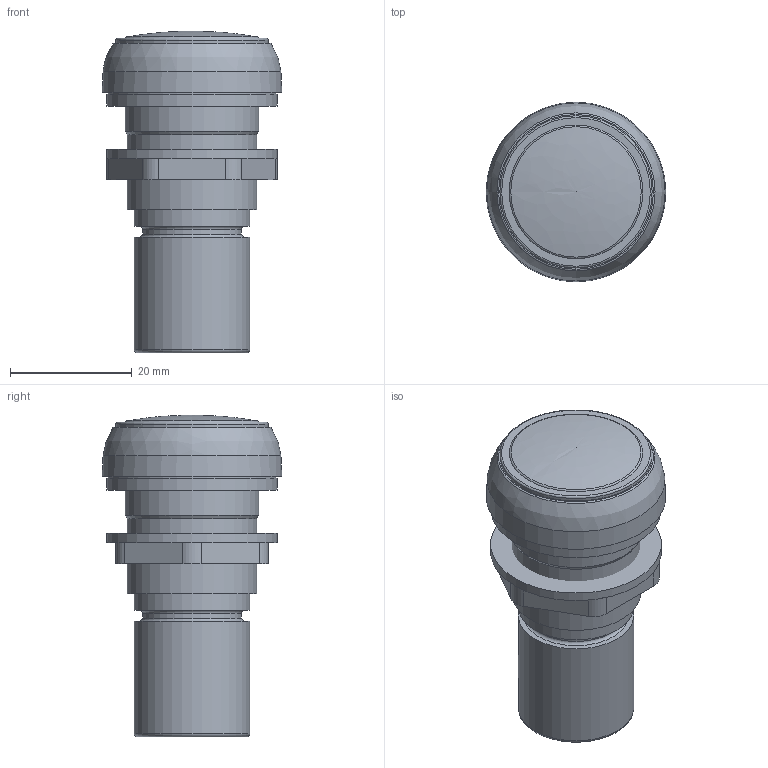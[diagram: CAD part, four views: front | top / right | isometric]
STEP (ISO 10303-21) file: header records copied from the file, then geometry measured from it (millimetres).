
FILE_DESCRIPTION(/* description */ (''),/* implementation_level */ '2;1');
FILE_NAME(/* name */ '3d_LPMLD3.stp',/* time_stamp */ '2017-05-30T12:07:07+02:00',/* author */ ('Andrzej'),/* organization */ (''),/* preprocessor_version */ 'ST-DEVELOPER v15.5',/* originating_system */ 'AutoCAD Mechanical',/* authorisation */ '');
FILE_SCHEMA (('AUTOMOTIVE_DESIGN { 1 0 10303 214 3 1 1 }'));
Length unit declared in the file: millimetre
Products named in the file (1): Product
Bounding box: 29.5 x 29.5 x 52.8 mm (x, y, z)
Volume: 22691.1 mm3; surface area: 6561.7 mm2
Topology: 2 solids, 2 shells, 48 faces, 99 edges, 61 vertices
Faces by surface type: plane 22, cylinder 15, torus 6, cone 3, bspline 2
Full cylindrical faces by diameter (mm): 16.208 x1, 19 x1, 19.008 x1, 21.223 x1, 21.895 x1, 25 x1, 27.552 x1, 28.004 x1, 28.072 x1
Entity records: 1248 total; most frequent: CARTESIAN_POINT 246, DIRECTION 226, ORIENTED_EDGE 160, AXIS2_PLACEMENT_3D 101, EDGE_CURVE 80, EDGE_LOOP 73, VERTEX_POINT 61, CIRCLE 54
